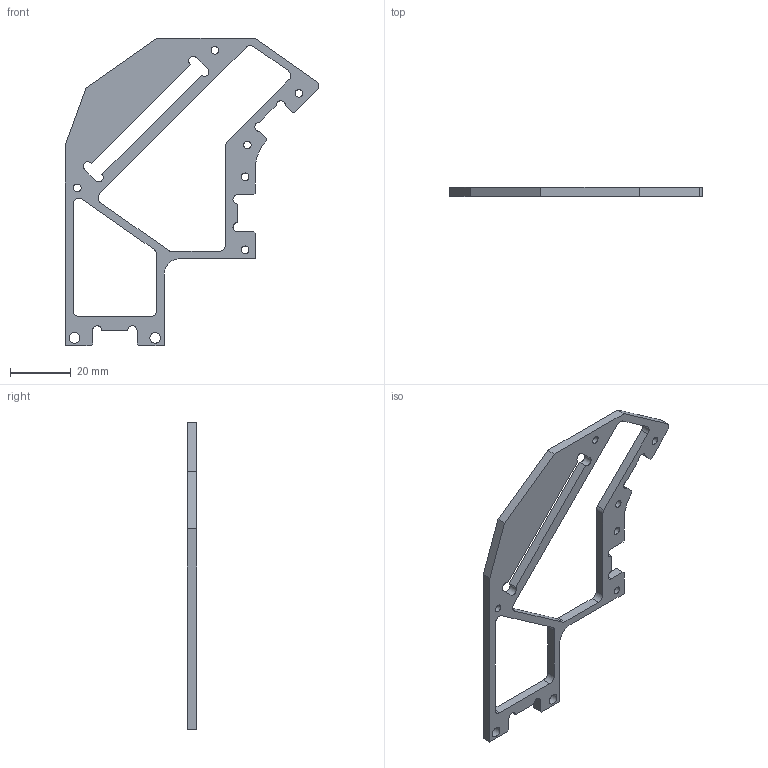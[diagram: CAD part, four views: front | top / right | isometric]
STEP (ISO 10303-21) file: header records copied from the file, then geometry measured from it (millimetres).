
FILE_DESCRIPTION(/* description */ (''),/* implementation_level */ '2;1');
FILE_NAME(/* name */ 'HeadSideFrame.stp',/* time_stamp */ '2024-05-30T12:01:45+09:00',/* author */ ('masato'),/* organization */ (''),/* preprocessor_version */ 'ST-DEVELOPER v20',/* originating_system */ 'Autodesk Inventor 2024',/* authorisation */ '');
FILE_SCHEMA (('AUTOMOTIVE_DESIGN { 1 0 10303 214 3 1 1 }'));
Length unit declared in the file: millimetre
Products named in the file (1): HeadSideFrame
Bounding box: 83.26 x 3 x 101 mm (x, y, z)
Volume: 6797 mm3; surface area: 7160.9 mm2
Topology: 1 solids, 1 shells, 74 faces, 216 edges, 144 vertices
Faces by surface type: plane 43, cylinder 31
Full cylindrical faces by diameter (mm): 2.5 x6, 3.5 x2
Entity records: 2547 total; most frequent: CARTESIAN_POINT 435, ORIENTED_EDGE 432, DIRECTION 428, EDGE_CURVE 216, LINE 154, VECTOR 154, VERTEX_POINT 144, AXIS2_PLACEMENT_3D 137
